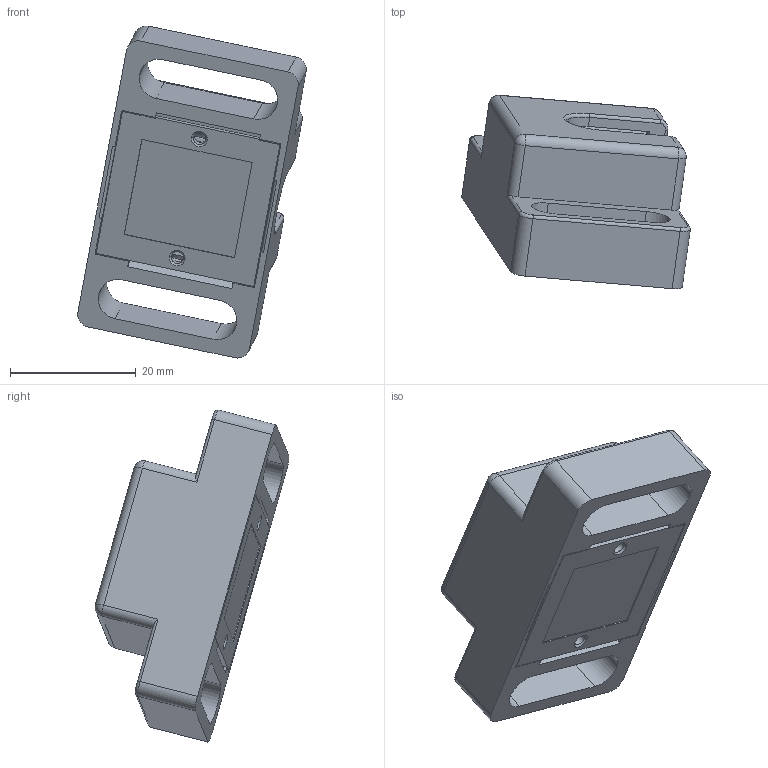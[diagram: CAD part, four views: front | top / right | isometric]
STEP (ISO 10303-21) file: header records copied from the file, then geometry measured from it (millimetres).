
FILE_DESCRIPTION (( 'STEP AP214' ), '1' );
FILE_NAME ('093043.STEP', '2014-08-18T06:36:14', ( '' ), ( '' ), 'SwSTEP 2.0', 'SolidWorks 2014', '' );
FILE_SCHEMA (( 'AUTOMOTIVE_DESIGN' ));
Length unit declared in the file: millimetre
Products named in the file (6): 093043f-zb; 093043wr_schwer; 093043wl_schwer; 093043d; 093043r; 093043
Assembly tree (6 placements, depth 2):
  093043
    093043r
    093043d
    093043wl_schwer
    093043wr_schwer
    093043f-zb  x2
Bounding box: 36.38 x 30.86 x 52.82 mm (x, y, z)
Volume: 11921.9 mm3; surface area: 11585.9 mm2
Topology: 6 solids, 6 shells, 435 faces, 1063 edges, 621 vertices
Faces by surface type: cylinder 157, plane 150, torus 60, sphere 35, bspline 25, cone 8
Entity records: 14080 total; most frequent: CARTESIAN_POINT 4008, DIRECTION 2156, ORIENTED_EDGE 2020, EDGE_CURVE 1010, AXIS2_PLACEMENT_3D 813, VERTEX_POINT 603, LINE 530, VECTOR 530
